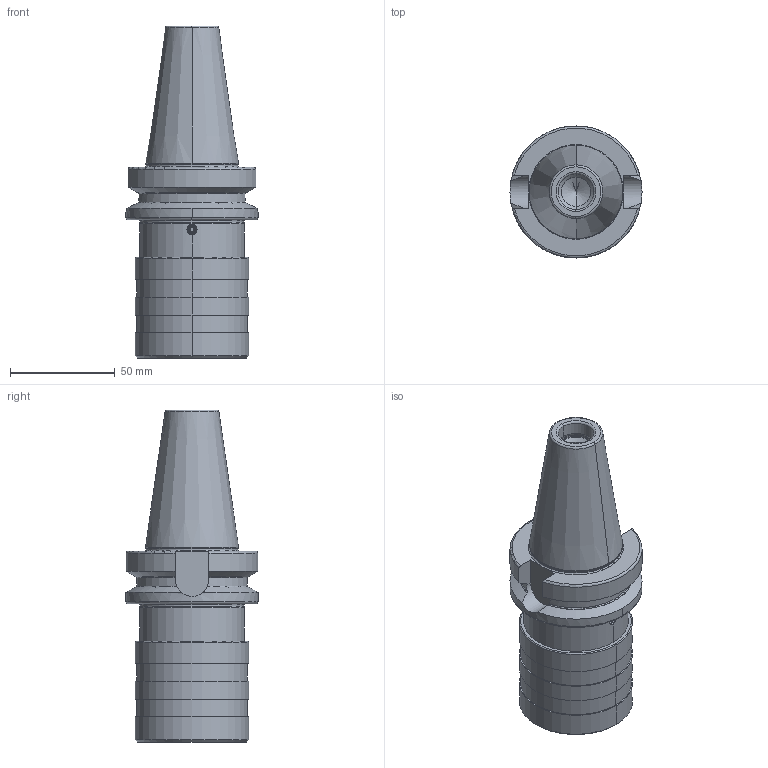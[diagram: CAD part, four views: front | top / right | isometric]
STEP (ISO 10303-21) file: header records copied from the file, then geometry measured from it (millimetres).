
FILE_DESCRIPTION((''),'2;1');
FILE_NAME('405_16_20','2020-11-09T',('103090'),(''),'CREO PARAMETRIC BY PTC INC, 2016260','CREO PARAMETRIC BY PTC INC, 2016260','');
FILE_SCHEMA(('CONFIG_CONTROL_DESIGN'));
Length unit declared in the file: millimetre
Products named in the file (1): 405_16_20
Bounding box: 63 x 63 x 158.4 mm (x, y, z)
Volume: 233707.6 mm3; surface area: 55415.1 mm2
Topology: 1 solids, 1 shells, 173 faces, 411 edges, 250 vertices
Faces by surface type: plane 53, cylinder 50, cone 34, torus 30, sphere 6
Entity records: 5370 total; most frequent: CARTESIAN_POINT 1333, DIRECTION 885, ORIENTED_EDGE 804, EDGE_CURVE 402, AXIS2_PLACEMENT_3D 368, VERTEX_POINT 248, CIRCLE 192, EDGE_LOOP 190
